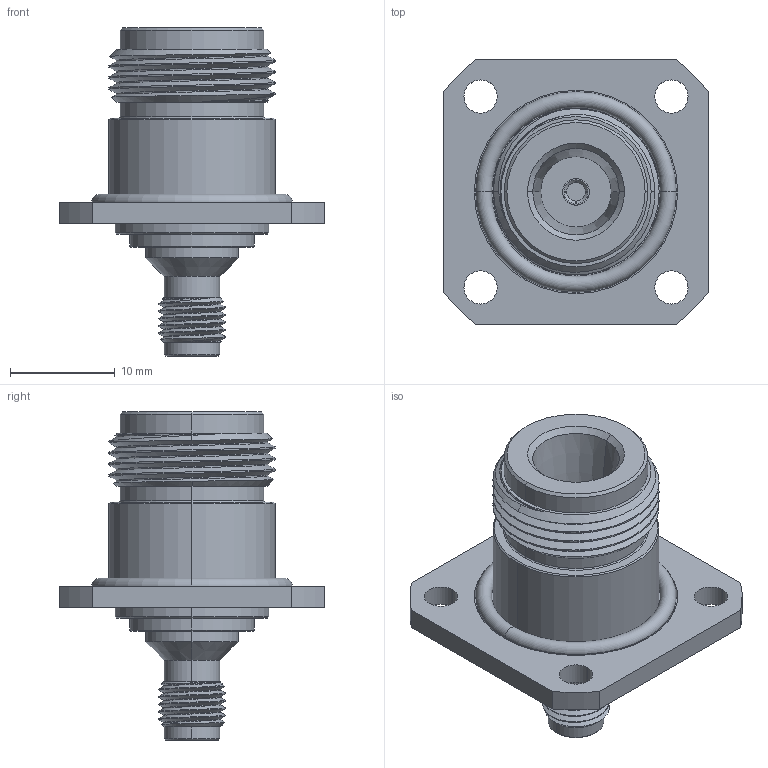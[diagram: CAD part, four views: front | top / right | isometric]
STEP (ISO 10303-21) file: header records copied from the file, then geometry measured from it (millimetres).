
FILE_DESCRIPTION (( 'STEP AP203' ), '1' );
FILE_NAME ('SM4229.step', '2018-07-20T14:49:05', ( '' ), ( '' ), 'SwSTEP 2.0', 'SolidWorks 2017', '' );
FILE_SCHEMA (( 'CONFIG_CONTROL_DESIGN' ));
Length unit declared in the file: inch
Products named in the file (1): SM4229
Bounding box: 25.4 x 25.4 x 31.37 mm (x, y, z)
Volume: 4389.8 mm3; surface area: 3508.2 mm2
Topology: 2 solids, 2 shells, 150 faces, 368 edges, 235 vertices
Faces by surface type: cylinder 70, cone 35, plane 33, torus 6, bspline 6
Entity records: 6453 total; most frequent: CARTESIAN_POINT 2997, ORIENTED_EDGE 736, DIRECTION 679, EDGE_CURVE 368, AXIS2_PLACEMENT_3D 279, VERTEX_POINT 235, EDGE_LOOP 173, ADVANCED_FACE 150
